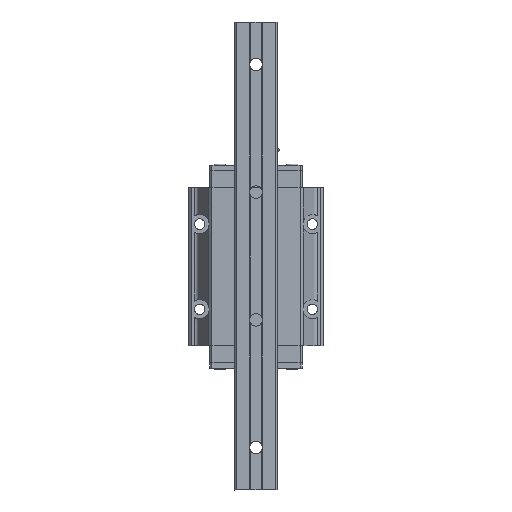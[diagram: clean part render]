
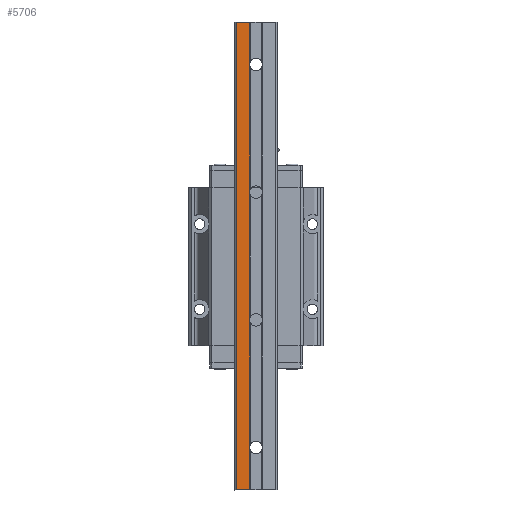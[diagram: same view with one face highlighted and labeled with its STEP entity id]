
A CAD part, front view. The second image highlights one B-rep face of the part: STEP entity #5706.
In plain terms, the highlighted face is planar.
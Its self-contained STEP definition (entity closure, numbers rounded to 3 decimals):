
#104 = DIRECTION ( 'NONE',  ( 0., -1., 0. ) ) ;
#143 = DIRECTION ( 'NONE',  ( 0., 0., -1. ) ) ;
#294 = DIRECTION ( 'NONE',  ( 0., -1., 0. ) ) ;
#644 = CARTESIAN_POINT ( 'NONE',  ( -3., 90., 0. ) ) ;
#711 = FACE_OUTER_BOUND ( 'NONE', #8599, .T. ) ;
#988 = LINE ( 'NONE', #11958, #10078 ) ;
#1272 = VECTOR ( 'NONE', #4236, 1000. ) ;
#1364 = CARTESIAN_POINT ( 'NONE',  ( -3., -110., 0. ) ) ;
#1402 = CARTESIAN_POINT ( 'NONE',  ( -3., -110., 0. ) ) ;
#1544 = CARTESIAN_POINT ( 'NONE',  ( -3., -110., 0. ) ) ;
#1828 = EDGE_CURVE ( 'NONE', #3220, #11841, #9489, .T. ) ;
#2065 = CARTESIAN_POINT ( 'NONE',  ( -9.117, -110., 0. ) ) ;
#2278 = EDGE_CURVE ( 'NONE', #4580, #9363, #2614, .T. ) ;
#2296 = VECTOR ( 'NONE', #7031, 1000. ) ;
#2614 = LINE ( 'NONE', #1364, #8029 ) ;
#2652 = PLANE ( 'NONE',  #2938 ) ;
#2808 = LINE ( 'NONE', #1544, #7543 ) ;
#2938 = AXIS2_PLACEMENT_3D ( 'NONE', #1402, #143, #11117 ) ;
#3220 = VERTEX_POINT ( 'NONE', #6233 ) ;
#3393 = ORIENTED_EDGE ( 'NONE', *, *, #12012, .T. ) ;
#3515 = VERTEX_POINT ( 'NONE', #6807 ) ;
#4236 = DIRECTION ( 'NONE',  ( 1., 0., 0. ) ) ;
#4580 = VERTEX_POINT ( 'NONE', #5280 ) ;
#4949 = ORIENTED_EDGE ( 'NONE', *, *, #7257, .F. ) ;
#5280 = CARTESIAN_POINT ( 'NONE',  ( -3., 30., 0. ) ) ;
#5311 = CARTESIAN_POINT ( 'NONE',  ( -3., -110., 0. ) ) ;
#5384 = CARTESIAN_POINT ( 'NONE',  ( -3., 110., 0. ) ) ;
#5385 = VERTEX_POINT ( 'NONE', #2065 ) ;
#5493 = CARTESIAN_POINT ( 'NONE',  ( -10.235, -110., 0. ) ) ;
#5653 = EDGE_CURVE ( 'NONE', #11841, #11818, #9514, .T. ) ;
#5700 = CARTESIAN_POINT ( 'NONE',  ( -3., -30., 0. ) ) ;
#5706 = ADVANCED_FACE ( 'NONE', ( #711 ), #2652, .T. ) ;
#6233 = CARTESIAN_POINT ( 'NONE',  ( -9.117, 110., 0. ) ) ;
#6474 = ORIENTED_EDGE ( 'NONE', *, *, #11806, .T. ) ;
#6518 = ORIENTED_EDGE ( 'NONE', *, *, #5653, .T. ) ;
#6760 = LINE ( 'NONE', #5493, #1272 ) ;
#6807 = CARTESIAN_POINT ( 'NONE',  ( -3., -90., 0. ) ) ;
#6881 = VECTOR ( 'NONE', #7680, 1000. ) ;
#7010 = DIRECTION ( 'NONE',  ( 1., 0., 0. ) ) ;
#7031 = DIRECTION ( 'NONE',  ( 0., -1., 0. ) ) ;
#7257 = EDGE_CURVE ( 'NONE', #5385, #11738, #6760, .T. ) ;
#7543 = VECTOR ( 'NONE', #294, 1000. ) ;
#7680 = DIRECTION ( 'NONE',  ( 0., 1., 0. ) ) ;
#8029 = VECTOR ( 'NONE', #104, 1000. ) ;
#8183 = DIRECTION ( 'NONE',  ( 0., -1., 0. ) ) ;
#8251 = CARTESIAN_POINT ( 'NONE',  ( -10.235, 110., 0. ) ) ;
#8274 = CARTESIAN_POINT ( 'NONE',  ( -3., -110., 0. ) ) ;
#8599 = EDGE_LOOP ( 'NONE', ( #11568, #12060, #4949, #3393, #9908, #6518, #6474, #9629 ) ) ;
#8909 = CARTESIAN_POINT ( 'NONE',  ( -9.117, -110., 0. ) ) ;
#8987 = VECTOR ( 'NONE', #8183, 1000. ) ;
#9298 = EDGE_CURVE ( 'NONE', #3515, #11738, #2808, .T. ) ;
#9363 = VERTEX_POINT ( 'NONE', #5700 ) ;
#9421 = CARTESIAN_POINT ( 'NONE',  ( -3., -110., 0. ) ) ;
#9489 = LINE ( 'NONE', #8251, #11269 ) ;
#9514 = LINE ( 'NONE', #8274, #2296 ) ;
#9629 = ORIENTED_EDGE ( 'NONE', *, *, #2278, .T. ) ;
#9908 = ORIENTED_EDGE ( 'NONE', *, *, #1828, .T. ) ;
#10078 = VECTOR ( 'NONE', #10707, 1000. ) ;
#10157 = LINE ( 'NONE', #8909, #6881 ) ;
#10668 = LINE ( 'NONE', #9421, #8987 ) ;
#10707 = DIRECTION ( 'NONE',  ( 0., -1., 0. ) ) ;
#11117 = DIRECTION ( 'NONE',  ( -1., 0., 0. ) ) ;
#11245 = EDGE_CURVE ( 'NONE', #9363, #3515, #988, .T. ) ;
#11269 = VECTOR ( 'NONE', #7010, 1000. ) ;
#11568 = ORIENTED_EDGE ( 'NONE', *, *, #11245, .T. ) ;
#11738 = VERTEX_POINT ( 'NONE', #5311 ) ;
#11806 = EDGE_CURVE ( 'NONE', #11818, #4580, #10668, .T. ) ;
#11818 = VERTEX_POINT ( 'NONE', #644 ) ;
#11841 = VERTEX_POINT ( 'NONE', #5384 ) ;
#11958 = CARTESIAN_POINT ( 'NONE',  ( -3., -110., 0. ) ) ;
#12012 = EDGE_CURVE ( 'NONE', #5385, #3220, #10157, .T. ) ;
#12060 = ORIENTED_EDGE ( 'NONE', *, *, #9298, .T. ) ;
